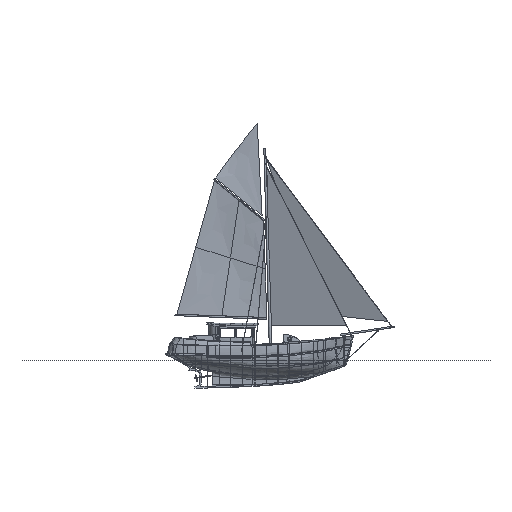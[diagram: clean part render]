
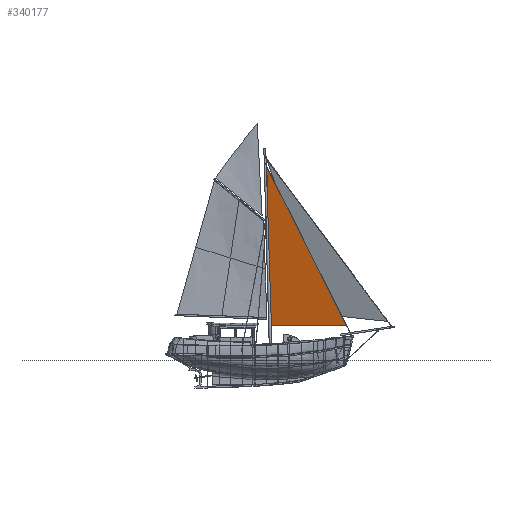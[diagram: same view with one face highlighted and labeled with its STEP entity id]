
A CAD part, front view. The second image highlights one B-rep face of the part: STEP entity #340177.
In plain terms, the highlighted free-form (B-spline) face has degree [3, 3] with [4, 4] control points.
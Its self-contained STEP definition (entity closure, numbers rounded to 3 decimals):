
#340177 = ADVANCED_FACE('',(#340178),#340216,.T.);
#340178 = FACE_BOUND('',#340179,.T.);
#340179 = EDGE_LOOP('',(#340180,#340191,#340200,#340209));
#340180 = ORIENTED_EDGE('',*,*,#340181,.T.);
#340181 = EDGE_CURVE('',#340182,#340184,#340186,.T.);
#340182 = VERTEX_POINT('',#340183);
#340183 = CARTESIAN_POINT('',(-4736.782,1129.678,
    2166.051));
#340184 = VERTEX_POINT('',#340185);
#340185 = CARTESIAN_POINT('',(-4871.141,1.344,
    11008.019));
#340186 = B_SPLINE_CURVE_WITH_KNOTS('',3,(#340187,#340188,#340189,
    #340190),.UNSPECIFIED.,.F.,.F.,(4,4),(0.,4.),
  .PIECEWISE_BEZIER_KNOTS.);
#340187 = CARTESIAN_POINT('',(-4736.782,1129.678,
    2166.051));
#340188 = CARTESIAN_POINT('',(-4781.568,753.567,
    5113.373));
#340189 = CARTESIAN_POINT('',(-4826.354,377.455,
    8060.696));
#340190 = CARTESIAN_POINT('',(-4871.141,1.344,
    11008.019));
#340191 = ORIENTED_EDGE('',*,*,#340192,.T.);
#340192 = EDGE_CURVE('',#340184,#340193,#340195,.T.);
#340193 = VERTEX_POINT('',#340194);
#340194 = CARTESIAN_POINT('',(-2787.738,4.249,
    6870.556));
#340195 = B_SPLINE_CURVE_WITH_KNOTS('',3,(#340196,#340197,#340198,
    #340199),.UNSPECIFIED.,.F.,.F.,(4,4),(0.,4.),
  .PIECEWISE_BEZIER_KNOTS.);
#340196 = CARTESIAN_POINT('',(-4871.141,1.344,
    11008.019));
#340197 = CARTESIAN_POINT('',(-4176.673,2.312,
    9628.865));
#340198 = CARTESIAN_POINT('',(-3482.206,3.281,
    8249.711));
#340199 = CARTESIAN_POINT('',(-2787.738,4.249,
    6870.556));
#340200 = ORIENTED_EDGE('',*,*,#340201,.F.);
#340201 = EDGE_CURVE('',#340202,#340193,#340204,.T.);
#340202 = VERTEX_POINT('',#340203);
#340203 = CARTESIAN_POINT('',(-399.514,3.099,
    2156.102));
#340204 = B_SPLINE_CURVE_WITH_KNOTS('',3,(#340205,#340206,#340207,
    #340208),.UNSPECIFIED.,.F.,.F.,(4,4),(0.,4.),
  .PIECEWISE_BEZIER_KNOTS.);
#340205 = CARTESIAN_POINT('',(-399.514,3.099,
    2156.102));
#340206 = CARTESIAN_POINT('',(-1195.588,3.483,
    3727.586));
#340207 = CARTESIAN_POINT('',(-1991.663,3.866,
    5299.071));
#340208 = CARTESIAN_POINT('',(-2787.738,4.249,
    6870.556));
#340209 = ORIENTED_EDGE('',*,*,#340210,.F.);
#340210 = EDGE_CURVE('',#340182,#340202,#340211,.T.);
#340211 = B_SPLINE_CURVE_WITH_KNOTS('',3,(#340212,#340213,#340214,
    #340215),.UNSPECIFIED.,.F.,.F.,(4,4),(0.,4.),
  .PIECEWISE_BEZIER_KNOTS.);
#340212 = CARTESIAN_POINT('',(-4736.782,1129.678,
    2166.051));
#340213 = CARTESIAN_POINT('',(-3291.026,754.152,
    2162.734));
#340214 = CARTESIAN_POINT('',(-1845.27,378.626,
    2159.418));
#340215 = CARTESIAN_POINT('',(-399.514,3.099,
    2156.102));
#340216 = B_SPLINE_SURFACE_WITH_KNOTS('',3,3,(
    (#340217,#340218,#340219,#340220)
    ,(#340221,#340222,#340223,#340224)
    ,(#340225,#340226,#340227,#340228)
    ,(#340229,#340230,#340231,#340232
  )),.UNSPECIFIED.,.F.,.F.,.F.,(4,4),(4,4),(0.,4.),(0.,4.),
  .PIECEWISE_BEZIER_KNOTS.);
#340217 = CARTESIAN_POINT('',(-4736.782,1129.678,
    2166.051));
#340218 = CARTESIAN_POINT('',(-3291.026,754.152,
    2162.734));
#340219 = CARTESIAN_POINT('',(-1845.27,378.626,
    2159.418));
#340220 = CARTESIAN_POINT('',(-399.514,3.099,
    2156.102));
#340221 = CARTESIAN_POINT('',(-4781.568,753.567,
    5113.373));
#340222 = CARTESIAN_POINT('',(-3586.241,503.539,
    4651.444));
#340223 = CARTESIAN_POINT('',(-2390.915,253.511,
    4189.515));
#340224 = CARTESIAN_POINT('',(-1195.588,3.483,
    3727.586));
#340225 = CARTESIAN_POINT('',(-4826.354,377.455,
    8060.696));
#340226 = CARTESIAN_POINT('',(-3881.457,252.925,
    7140.155));
#340227 = CARTESIAN_POINT('',(-2936.56,128.396,
    6219.613));
#340228 = CARTESIAN_POINT('',(-1991.663,3.866,
    5299.071));
#340229 = CARTESIAN_POINT('',(-4871.141,1.344,
    11008.019));
#340230 = CARTESIAN_POINT('',(-4176.673,2.312,
    9628.865));
#340231 = CARTESIAN_POINT('',(-3482.206,3.281,
    8249.711));
#340232 = CARTESIAN_POINT('',(-2787.738,4.249,
    6870.556));
